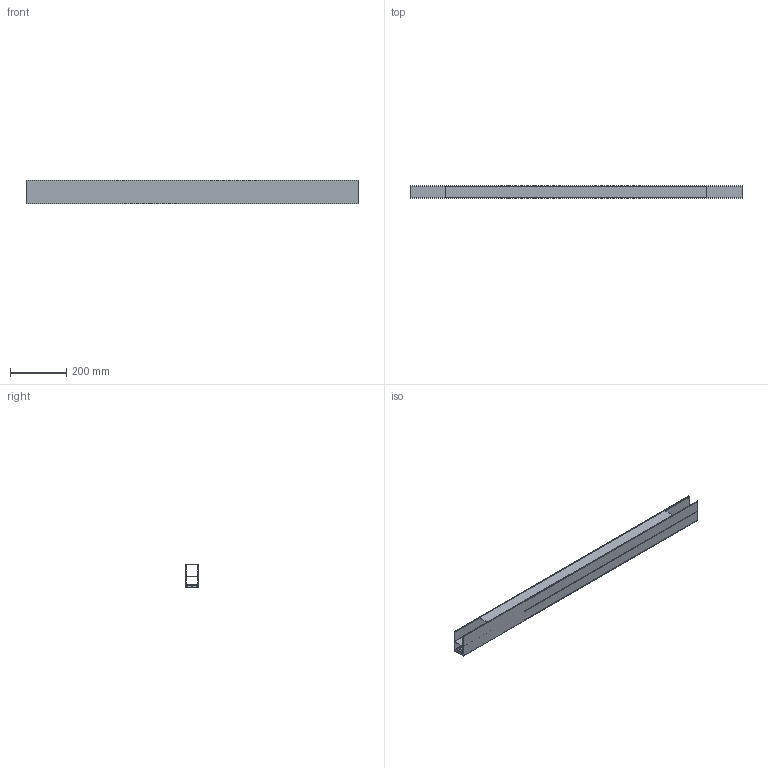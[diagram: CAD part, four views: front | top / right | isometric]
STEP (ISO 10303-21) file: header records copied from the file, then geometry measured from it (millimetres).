
FILE_DESCRIPTION(/* description */ (''),/* implementation_level */ '2;1');
FILE_NAME(/* name */ '009639_--A.39 MICRO REFR 1184 DIR 930-940 DALI - SEMPLIFICATO.stp',/* time_stamp */ '2025-02-03T16:06:01+01:00',/* author */ (''),/* organization */ (''),/* preprocessor_version */ 'ST-DEVELOPER v19.3',/* originating_system */ 'SIEMENS PLM Software NX2212.5000',/* authorisation */ '');
FILE_SCHEMA (('AP203_CONFIGURATION_CONTROLLED_3D_DESIGN_OF_MECHANICAL_PARTS_AND_ASSEMBLIES_MIM_LF { 1 0 10303 403 2 1 2}'));
Products named in the file (1): -_objects
Bounding box: 1184 x 45 x 85 mm (x, y, z)
Volume: 628602.2 mm3; surface area: 813319.6 mm2
Topology: 10 solids, 10 shells, 4166 faces, 9738 edges, 5196 vertices
Faces by surface type: cylinder 1738, plane 812, torus 680, sphere 528, bspline 272, cone 128, revolution 8
Entity records: 126692 total; most frequent: CARTESIAN_POINT 43445, ORIENTED_EDGE 17140, DIRECTION 15940, EDGE_CURVE 8570, AXIS2_PLACEMENT_3D 6123, VERTEX_POINT 5068, EDGE_LOOP 5066, ADVANCED_FACE 4166
